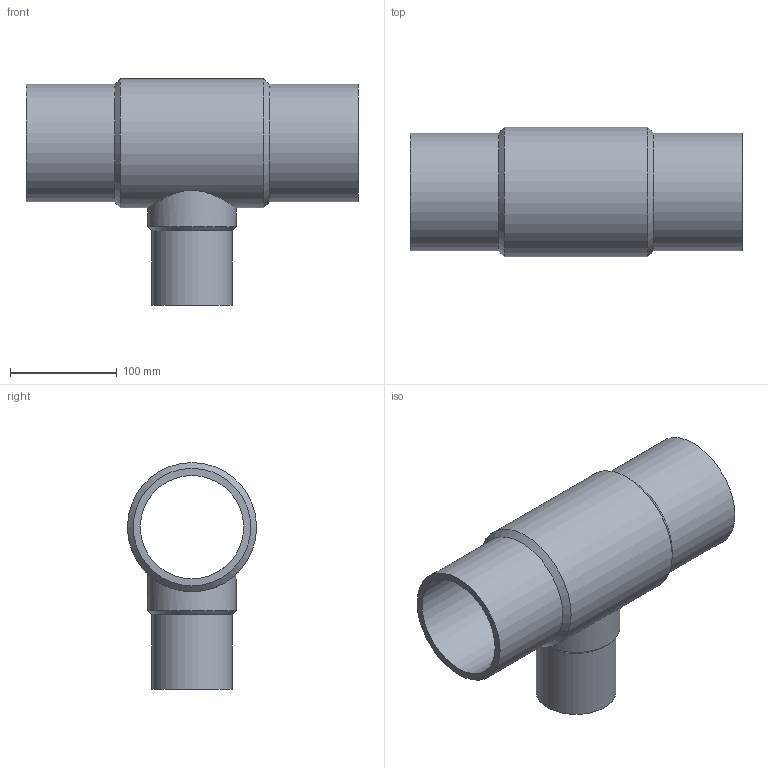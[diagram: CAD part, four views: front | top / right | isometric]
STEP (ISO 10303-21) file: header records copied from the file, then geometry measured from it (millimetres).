
FILE_DESCRIPTION(/* description */ ('PE100 Reducing Tee with long ends, Ø110-075, PN10 SDR17'),/* implementation_level */ '2;1');
FILE_NAME(/* name */ 'TREL17-RC-110-075',/* time_stamp */ '2022-07-06T16:23:40+02:00',/* author */ ('COAB Solutions'),/* organization */ ('GPA Flowsystem'),/* preprocessor_version */ 'ST-DEVELOPER v18.1',/* originating_system */ 'www.coabsolutions.com',/* authorisation */ '');
FILE_SCHEMA (('AUTOMOTIVE_DESIGN { 1 0 10303 214 3 1 1 }'));
Length unit declared in the file: millimetre
Products named in the file (1): TREL17-RC-110-075
Bounding box: 311 x 121 x 212.5 mm (x, y, z)
Volume: 1022776.7 mm3; surface area: 251619.3 mm2
Topology: 1 solids, 1 shells, 13 faces, 30 edges, 18 vertices
Faces by surface type: cylinder 7, plane 3, cone 3
Full cylindrical faces by diameter (mm): 66 x1, 75 x1, 82.5 x1, 96.8 x1, 110 x2, 121 x1
Entity records: 539 total; most frequent: CARTESIAN_POINT 196, DIRECTION 64, ORIENTED_EDGE 60, EDGE_CURVE 30, AXIS2_PLACEMENT_3D 26, VERTEX_POINT 18, EDGE_LOOP 16, FACE_OUTER_BOUND 13
